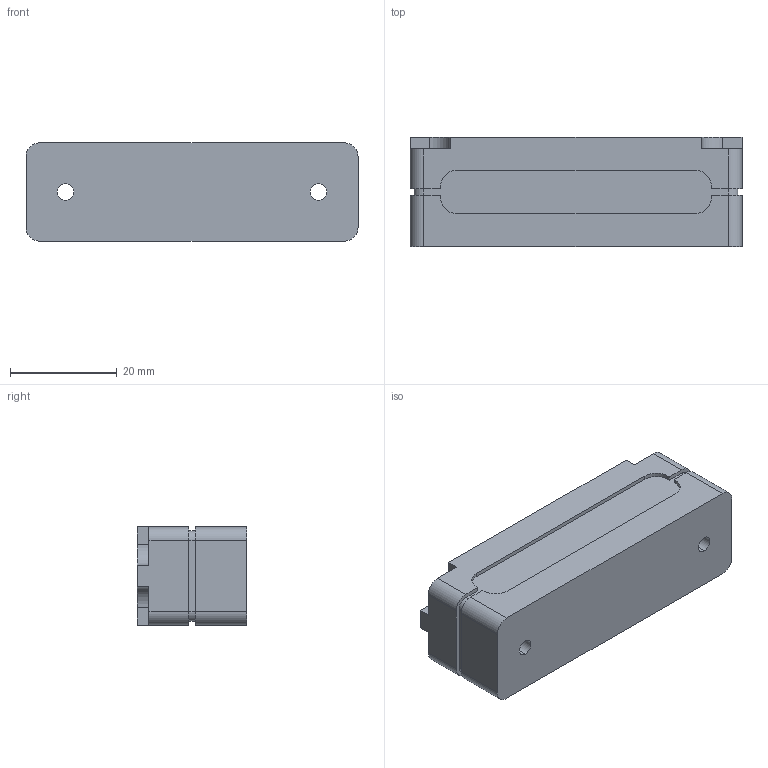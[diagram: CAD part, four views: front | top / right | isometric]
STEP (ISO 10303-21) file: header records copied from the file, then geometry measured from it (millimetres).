
FILE_DESCRIPTION (( 'STEP AP203' ), '1' );
FILE_NAME ('CIB24XC.STEP', '2006-06-30T20:13:06', ( ' ' ), ( ' ' ), 'SwSTEP 2.0', 'SolidWorks 2005354', '' );
FILE_SCHEMA (( 'CONFIG_CONTROL_DESIGN' ));
Length unit declared in the file: inch
Products named in the file (1): CIB24XC
Bounding box: 62.23 x 20.45 x 18.41 mm (x, y, z)
Volume: 21714.1 mm3; surface area: 6449.8 mm2
Topology: 1 solids, 1 shells, 82 faces, 228 edges, 152 vertices
Faces by surface type: plane 46, cylinder 36
Entity records: 2731 total; most frequent: DIRECTION 466, CARTESIAN_POINT 463, ORIENTED_EDGE 456, EDGE_CURVE 228, VECTOR 156, LINE 156, AXIS2_PLACEMENT_3D 155, VERTEX_POINT 152
